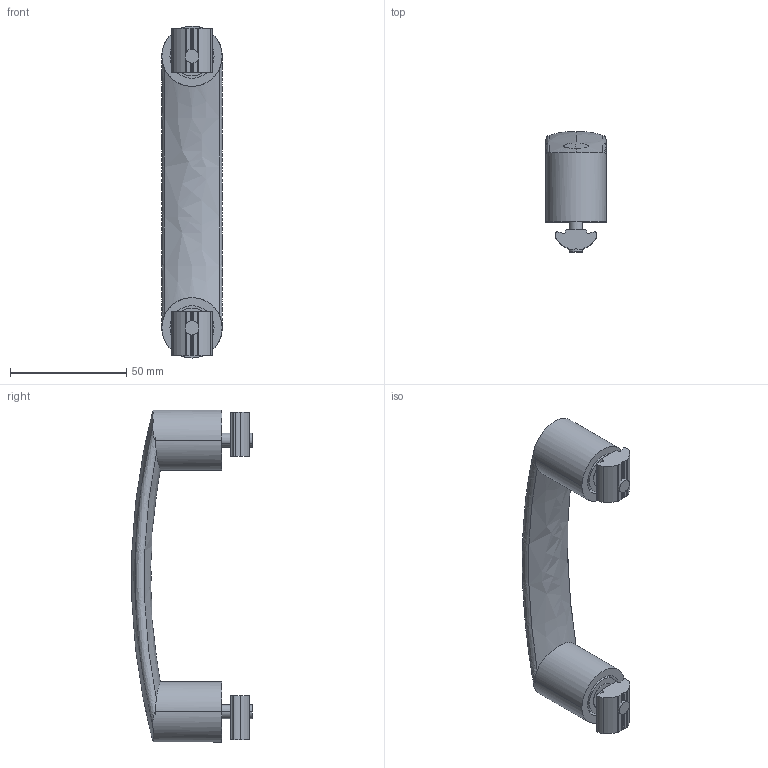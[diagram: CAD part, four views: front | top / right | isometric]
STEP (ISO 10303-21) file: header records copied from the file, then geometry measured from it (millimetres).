
FILE_DESCRIPTION (( 'STEP AP214' ), '1' );
FILE_NAME ('40-6 117mm Universal Handle Kit-Black Caps(40DDH-0401-001-01).step', '2023-09-06T20:44:32', ( '' ), ( '' ), 'SwSTEP 2.0', 'SolidWorks 2020', '' );
FILE_SCHEMA (( 'AUTOMOTIVE_DESIGN' ));
Length unit declared in the file: millimetre
Products named in the file (1): 40-6 117mm Universal Handle Kit-Black Caps(40DDH-0401-001-01)
Bounding box: 26 x 51.83 x 143 mm (x, y, z)
Volume: 46327.1 mm3; surface area: 21795 mm2
Topology: 7 solids, 7 shells, 185 faces, 460 edges, 301 vertices
Faces by surface type: cylinder 86, plane 66, bspline 21, cone 8, torus 4
Entity records: 6825 total; most frequent: CARTESIAN_POINT 2299, ORIENTED_EDGE 920, DIRECTION 882, EDGE_CURVE 460, AXIS2_PLACEMENT_3D 346, VERTEX_POINT 301, EDGE_LOOP 205, VECTOR 190
